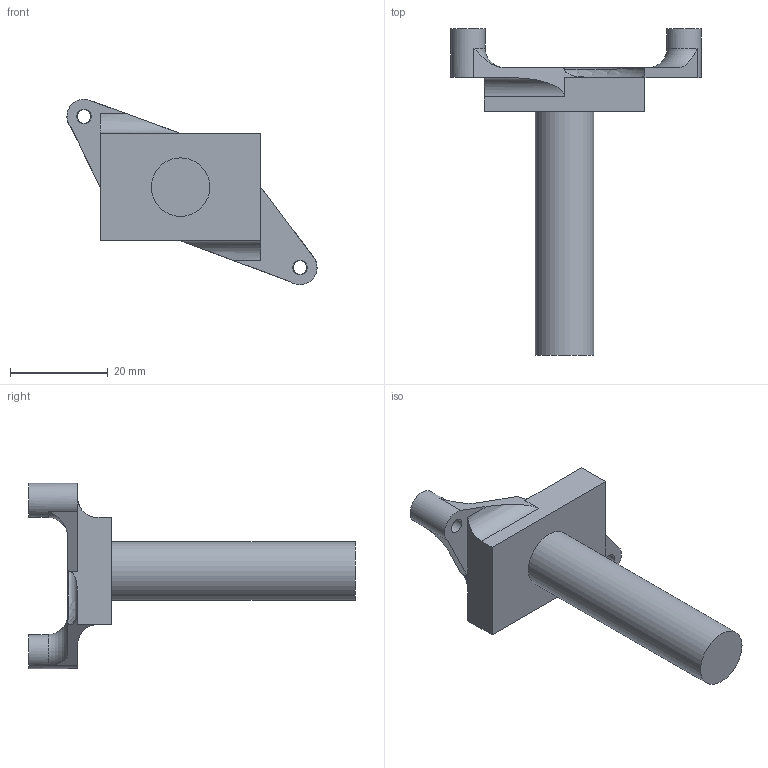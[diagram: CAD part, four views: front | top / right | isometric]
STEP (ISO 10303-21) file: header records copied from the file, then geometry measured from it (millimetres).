
FILE_DESCRIPTION(/* description */ ('STEP AP203'),/* implementation_level */ '2;1');
FILE_NAME(/* name */ 'Sensor holder.stp',/* time_stamp */ '2020-10-11T18:32:57+01:00',/* author */ ('ferrerx'),/* organization */ (''),/* preprocessor_version */ 'ST-DEVELOPER v18',/* originating_system */ 'Autodesk Inventor 2020',/* authorisation */ '');
FILE_SCHEMA (('AUTOMOTIVE_DESIGN { 1 0 10303 214 3 1 1 }'));
Length unit declared in the file: millimetre
Products named in the file (1): Sensor holder
Bounding box: 51.3 x 67 x 38 mm (x, y, z)
Volume: 12139.9 mm3; surface area: 5467 mm2
Topology: 1 solids, 1 shells, 44 faces, 123 edges, 88 vertices
Faces by surface type: plane 23, cylinder 15, torus 4, cone 2
Full cylindrical faces by diameter (mm): 2.8 x4, 3 x2, 4.1 x2, 7 x2, 12 x1
Entity records: 1600 total; most frequent: CARTESIAN_POINT 350, DIRECTION 267, ORIENTED_EDGE 246, EDGE_CURVE 123, AXIS2_PLACEMENT_3D 107, VERTEX_POINT 88, CIRCLE 60, EDGE_LOOP 55
